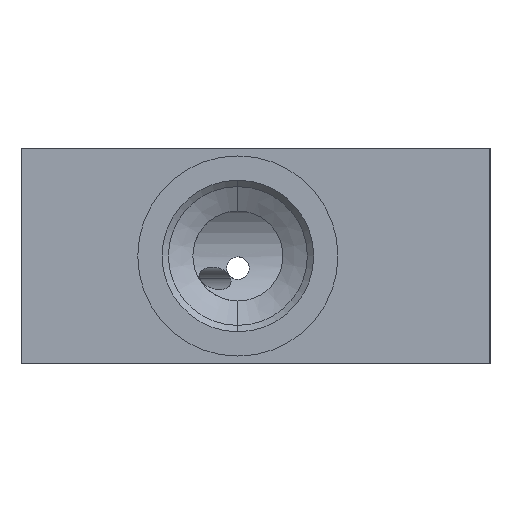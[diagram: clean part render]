
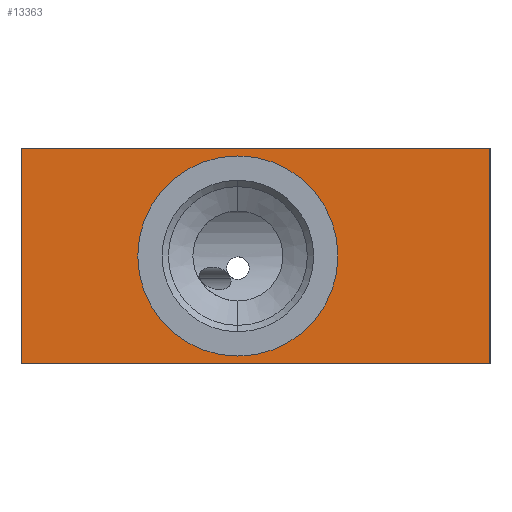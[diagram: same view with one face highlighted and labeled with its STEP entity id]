
A CAD part, left-side view. The second image highlights one B-rep face of the part: STEP entity #13363.
In plain terms, the highlighted planar face has unit normal (-1, 0, 0).
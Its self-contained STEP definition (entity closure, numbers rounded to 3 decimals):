
#73 = CARTESIAN_POINT ( 'NONE',  ( -61.9, -41.3, 19.05 ) ) ;
#1829 = DIRECTION ( 'NONE',  ( 0., -1., 0. ) ) ;
#2030 = CARTESIAN_POINT ( 'NONE',  ( -61.9, 41.3, -19.05 ) ) ;
#2221 = CARTESIAN_POINT ( 'NONE',  ( -61.9, -41.3, -19.05 ) ) ;
#2306 = LINE ( 'NONE', #6275, #5627 ) ;
#2325 = FACE_OUTER_BOUND ( 'NONE', #5467, .T. ) ;
#2589 = LINE ( 'NONE', #6694, #17210 ) ;
#2642 = EDGE_CURVE ( 'NONE', #12219, #5500, #6318, .T. ) ;
#3180 = AXIS2_PLACEMENT_3D ( 'NONE', #15337, #13821, #7163 ) ;
#3977 = CARTESIAN_POINT ( 'NONE',  ( -61.9, 41.3, -19.05 ) ) ;
#4279 = VECTOR ( 'NONE', #16738, 1000. ) ;
#4628 = DIRECTION ( 'NONE',  ( 0., 0., 1. ) ) ;
#4638 = DIRECTION ( 'NONE',  ( 0., 0., 1. ) ) ;
#4828 = ORIENTED_EDGE ( 'NONE', *, *, #10288, .F. ) ;
#4900 = CIRCLE ( 'NONE', #5750, 17.665 ) ;
#5405 = DIRECTION ( 'NONE',  ( 0., 0., -1. ) ) ;
#5467 = EDGE_LOOP ( 'NONE', ( #15513, #12435, #13353, #9631 ) ) ;
#5500 = VERTEX_POINT ( 'NONE', #2221 ) ;
#5524 = VERTEX_POINT ( 'NONE', #10714 ) ;
#5577 = EDGE_CURVE ( 'NONE', #5524, #13665, #11613, .T. ) ;
#5627 = VECTOR ( 'NONE', #4638, 1000. ) ;
#5750 = AXIS2_PLACEMENT_3D ( 'NONE', #19587, #14451, #4628 ) ;
#5889 = CARTESIAN_POINT ( 'NONE',  ( -61.9, 41.3, -19.05 ) ) ;
#6084 = EDGE_CURVE ( 'NONE', #12219, #13738, #19768, .T. ) ;
#6275 = CARTESIAN_POINT ( 'NONE',  ( -61.9, -41.3, -19.05 ) ) ;
#6318 = LINE ( 'NONE', #2030, #4279 ) ;
#6694 = CARTESIAN_POINT ( 'NONE',  ( -61.9, 41.3, 19.05 ) ) ;
#7163 = DIRECTION ( 'NONE',  ( 0., 0., 1. ) ) ;
#7431 = DIRECTION ( 'NONE',  ( 0., 0., 1. ) ) ;
#7553 = EDGE_LOOP ( 'NONE', ( #20061, #4828 ) ) ;
#7760 = AXIS2_PLACEMENT_3D ( 'NONE', #18544, #20098, #5405 ) ;
#8015 = VECTOR ( 'NONE', #7431, 1000. ) ;
#9631 = ORIENTED_EDGE ( 'NONE', *, *, #2642, .T. ) ;
#10288 = EDGE_CURVE ( 'NONE', #13665, #5524, #4900, .T. ) ;
#10714 = CARTESIAN_POINT ( 'NONE',  ( -61.9, 3.2, 17.665 ) ) ;
#11613 = CIRCLE ( 'NONE', #3180, 17.665 ) ;
#12219 = VERTEX_POINT ( 'NONE', #5889 ) ;
#12435 = ORIENTED_EDGE ( 'NONE', *, *, #13169, .F. ) ;
#12443 = VERTEX_POINT ( 'NONE', #73 ) ;
#12957 = CARTESIAN_POINT ( 'NONE',  ( -61.9, 3.2, -17.665 ) ) ;
#13169 = EDGE_CURVE ( 'NONE', #13738, #12443, #2589, .T. ) ;
#13353 = ORIENTED_EDGE ( 'NONE', *, *, #6084, .F. ) ;
#13363 = ADVANCED_FACE ( 'NONE', ( #2325, #14135 ), #20025, .F. ) ;
#13658 = EDGE_CURVE ( 'NONE', #5500, #12443, #2306, .T. ) ;
#13665 = VERTEX_POINT ( 'NONE', #12957 ) ;
#13738 = VERTEX_POINT ( 'NONE', #14748 ) ;
#13821 = DIRECTION ( 'NONE',  ( -1., 0., 0. ) ) ;
#14135 = FACE_BOUND ( 'NONE', #7553, .T. ) ;
#14451 = DIRECTION ( 'NONE',  ( -1., 0., 0. ) ) ;
#14748 = CARTESIAN_POINT ( 'NONE',  ( -61.9, 41.3, 19.05 ) ) ;
#15337 = CARTESIAN_POINT ( 'NONE',  ( -61.9, 3.2, 0. ) ) ;
#15513 = ORIENTED_EDGE ( 'NONE', *, *, #13658, .T. ) ;
#16738 = DIRECTION ( 'NONE',  ( 0., -1., 0. ) ) ;
#17210 = VECTOR ( 'NONE', #1829, 1000. ) ;
#18544 = CARTESIAN_POINT ( 'NONE',  ( -61.9, 41.3, -19.05 ) ) ;
#19587 = CARTESIAN_POINT ( 'NONE',  ( -61.9, 3.2, 0. ) ) ;
#19768 = LINE ( 'NONE', #3977, #8015 ) ;
#20025 = PLANE ( 'NONE',  #7760 ) ;
#20061 = ORIENTED_EDGE ( 'NONE', *, *, #5577, .F. ) ;
#20098 = DIRECTION ( 'NONE',  ( 1., 0., 0. ) ) ;
